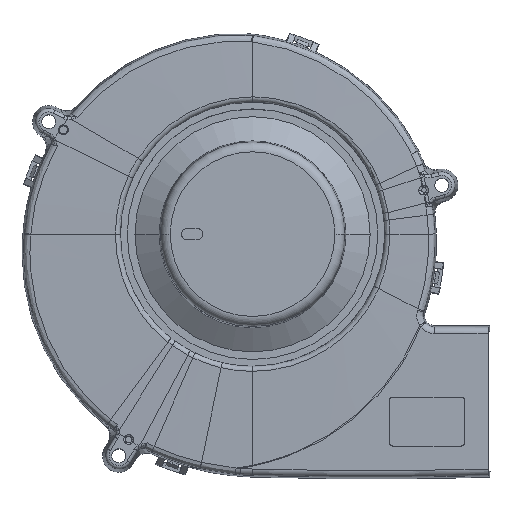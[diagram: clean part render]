
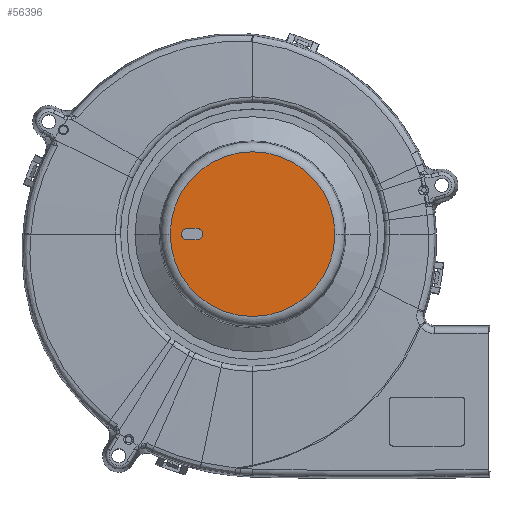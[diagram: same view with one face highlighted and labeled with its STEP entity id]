
A CAD part, top view. The second image highlights one B-rep face of the part: STEP entity #56396.
In plain terms, the highlighted planar face has unit normal (0, 0, 1).
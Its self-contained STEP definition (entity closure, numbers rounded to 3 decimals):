
#51287=CARTESIAN_POINT('',(0.,0.,0.));
#51288=DIRECTION('',(0.,0.,-1.));
#51289=DIRECTION('',(1.,0.,0.));
#51290=AXIS2_PLACEMENT_3D('',#51287,#51288,#51289);
#51295=CARTESIAN_POINT('',(0.,0.,0.));
#51296=DIRECTION('',(0.,0.,-1.));
#51297=DIRECTION('',(-1.,0.,0.));
#51298=AXIS2_PLACEMENT_3D('',#51295,#51296,#51297);
#51303=CARTESIAN_POINT('',(-20.,0.,0.));
#51304=DIRECTION('',(0.,0.,1.));
#51305=DIRECTION('',(0.,1.,0.));
#51306=AXIS2_PLACEMENT_3D('',#51303,#51304,#51305);
#51311=CARTESIAN_POINT('',(-17.,0.,0.));
#51312=DIRECTION('',(0.,0.,1.));
#51313=DIRECTION('',(0.,-1.,0.));
#51314=AXIS2_PLACEMENT_3D('',#51311,#51312,#51313);
#51333=DIRECTION('',(1.,0.,0.));
#51334=VECTOR('',#51333,3.);
#51335=CARTESIAN_POINT('',(-20.,1.75,0.));
#51336=LINE('',#51335,#51334);
#51354=DIRECTION('',(-1.,0.,0.));
#51355=VECTOR('',#51354,3.);
#51356=CARTESIAN_POINT('',(-17.,-1.75,0.));
#51357=LINE('',#51356,#51355);
#52161=CARTESIAN_POINT('',(25.252,0.,0.));
#52162=VERTEX_POINT('',#52161);
#52163=CARTESIAN_POINT('',(-25.252,0.,0.));
#52164=VERTEX_POINT('',#52163);
#52165=CARTESIAN_POINT('',(-20.,1.75,0.));
#52166=CARTESIAN_POINT('',(-20.,-1.75,0.));
#52167=VERTEX_POINT('',#52165);
#52168=VERTEX_POINT('',#52166);
#52169=CARTESIAN_POINT('',(-17.,-1.75,0.));
#52170=VERTEX_POINT('',#52169);
#52171=CARTESIAN_POINT('',(-17.,1.75,0.));
#52172=VERTEX_POINT('',#52171);
#56377=CARTESIAN_POINT('',(0.,0.,0.));
#56378=DIRECTION('',(0.,0.,1.));
#56379=DIRECTION('',(1.,0.,0.));
#56380=AXIS2_PLACEMENT_3D('',#56377,#56378,#56379);
#56381=PLANE('',#56380);
#56382=ORIENTED_EDGE('',*,*,#56359,.T.);
#56383=ORIENTED_EDGE('',*,*,#56370,.T.);
#56384=EDGE_LOOP('',(#56382,#56383));
#56385=FACE_OUTER_BOUND('',#56384,.F.);
#56387=ORIENTED_EDGE('',*,*,#56386,.T.);
#56389=ORIENTED_EDGE('',*,*,#56388,.F.);
#56391=ORIENTED_EDGE('',*,*,#56390,.T.);
#56393=ORIENTED_EDGE('',*,*,#56392,.F.);
#56394=EDGE_LOOP('',(#56387,#56389,#56391,#56393));
#56395=FACE_BOUND('',#56394,.F.);
#51291=CIRCLE('',#51290,25.252);
#51299=CIRCLE('',#51298,25.252);
#51307=CIRCLE('',#51306,1.75);
#51315=CIRCLE('',#51314,1.75);
#56359=EDGE_CURVE('',#52162,#52164,#51291,.T.);
#56370=EDGE_CURVE('',#52164,#52162,#51299,.T.);
#56386=EDGE_CURVE('',#52167,#52168,#51307,.T.);
#56388=EDGE_CURVE('',#52170,#52168,#51357,.T.);
#56390=EDGE_CURVE('',#52170,#52172,#51315,.T.);
#56392=EDGE_CURVE('',#52167,#52172,#51336,.T.);
#56396=ADVANCED_FACE('',(#56385,#56395),#56381,.T.);
